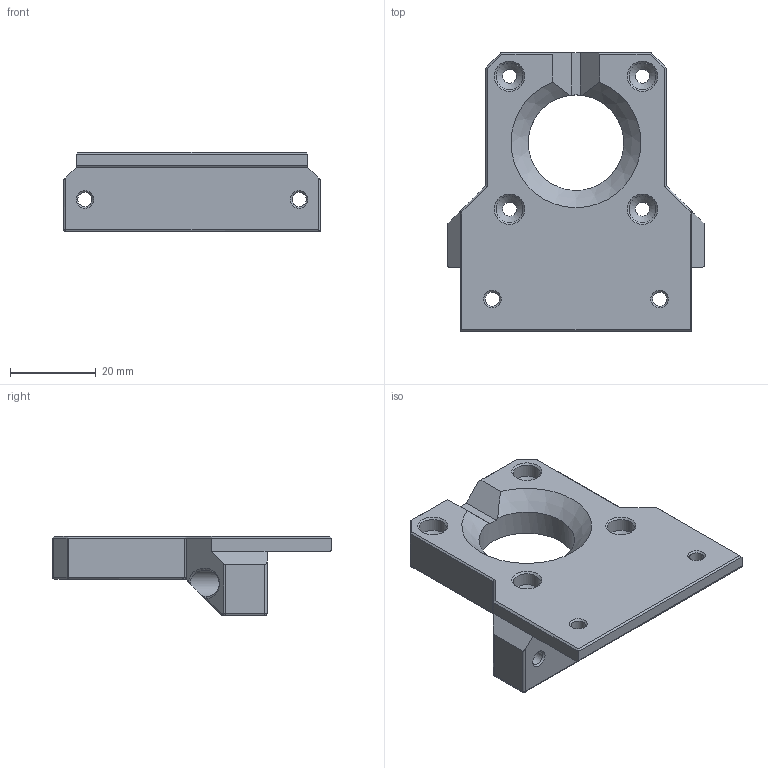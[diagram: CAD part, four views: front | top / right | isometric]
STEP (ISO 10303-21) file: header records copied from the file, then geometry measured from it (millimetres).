
FILE_DESCRIPTION(/* description */ (''),/* implementation_level */ '2;1');
FILE_NAME(/* name */ 'Rear Motor Mount NEMA17.step',/* time_stamp */ '2022-03-28T20:06:01-07:00',/* author */ (''),/* organization */ (''),/* preprocessor_version */ 'ST-DEVELOPER v18.1',/* originating_system */ 'Autodesk Translation Framework v10.13.0.1454',/* authorisation */ '');
FILE_SCHEMA (('AUTOMOTIVE_DESIGN { 1 0 10303 214 3 1 1 }'));
Length unit declared in the file: millimetre
Products named in the file (1): Rear Motor Mount
Bounding box: 60 x 65 x 18.5 mm (x, y, z)
Volume: 24573.2 mm3; surface area: 10186.6 mm2
Topology: 1 solids, 1 shells, 126 faces, 303 edges, 178 vertices
Faces by surface type: cylinder 45, plane 43, cone 25, sphere 9, bspline 4
Full cylindrical faces by diameter (mm): 3.3 x8, 6.25 x6, 22.3 x1
Entity records: 4042 total; most frequent: CARTESIAN_POINT 1005, DIRECTION 659, ORIENTED_EDGE 606, EDGE_CURVE 303, AXIS2_PLACEMENT_3D 244, VERTEX_POINT 178, LINE 171, VECTOR 171
